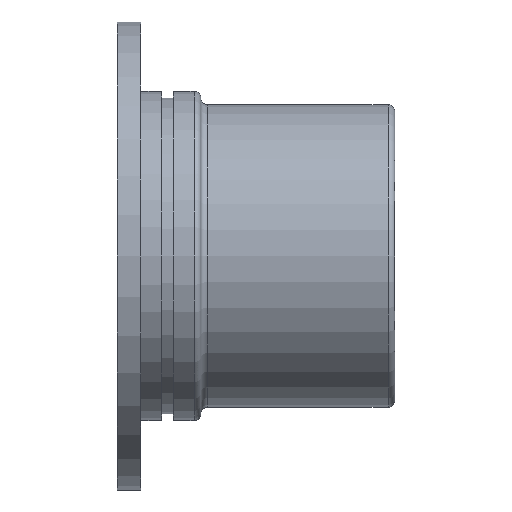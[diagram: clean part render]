
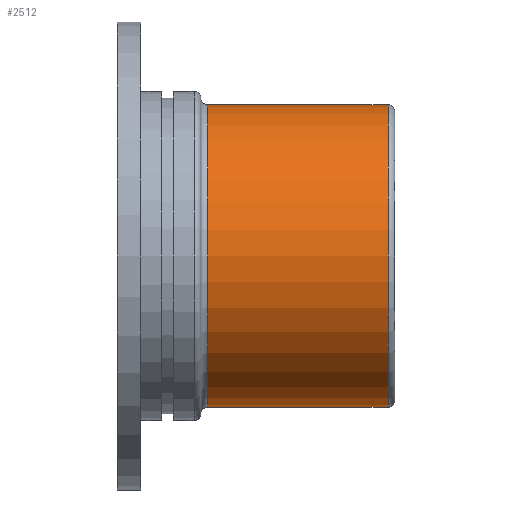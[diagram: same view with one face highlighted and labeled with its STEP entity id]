
A CAD part, left-side view. The second image highlights one B-rep face of the part: STEP entity #2512.
In plain terms, the highlighted cylindrical face has radius 45.25 mm (diameter 90.5 mm), a partial arc.
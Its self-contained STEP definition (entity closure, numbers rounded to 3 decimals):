
#240 = CIRCLE ( 'NONE', #989, 45.25 ) ;
#248 = CARTESIAN_POINT ( 'NONE',  ( 0., -20., 45.25 ) ) ;
#265 = DIRECTION ( 'NONE',  ( 0., 0., 1. ) ) ;
#282 = VECTOR ( 'NONE', #2715, 1000. ) ;
#744 = ORIENTED_EDGE ( 'NONE', *, *, #2088, .F. ) ;
#780 = DIRECTION ( 'NONE',  ( 0., 0., -1. ) ) ;
#804 = DIRECTION ( 'NONE',  ( 0., -1., 0. ) ) ;
#953 = EDGE_CURVE ( 'NONE', #1732, #2711, #240, .T. ) ;
#955 = CIRCLE ( 'NONE', #1346, 45.25 ) ;
#989 = AXIS2_PLACEMENT_3D ( 'NONE', #1913, #2498, #780 ) ;
#1002 = CYLINDRICAL_SURFACE ( 'NONE', #1381, 45.25 ) ;
#1299 = ORIENTED_EDGE ( 'NONE', *, *, #953, .T. ) ;
#1346 = AXIS2_PLACEMENT_3D ( 'NONE', #3230, #804, #265 ) ;
#1381 = AXIS2_PLACEMENT_3D ( 'NONE', #3235, #2112, #2128 ) ;
#1556 = ORIENTED_EDGE ( 'NONE', *, *, #3439, .T. ) ;
#1574 = EDGE_LOOP ( 'NONE', ( #744, #1299, #1556, #3149 ) ) ;
#1732 = VERTEX_POINT ( 'NONE', #3229 ) ;
#1735 = VERTEX_POINT ( 'NONE', #2105 ) ;
#1902 = DIRECTION ( 'NONE',  ( 0., 1., 0. ) ) ;
#1913 = CARTESIAN_POINT ( 'NONE',  ( 0., -74., 0. ) ) ;
#2088 = EDGE_CURVE ( 'NONE', #1732, #1735, #2952, .T. ) ;
#2105 = CARTESIAN_POINT ( 'NONE',  ( 0., -20., -45.25 ) ) ;
#2112 = DIRECTION ( 'NONE',  ( 0., 1., 0. ) ) ;
#2128 = DIRECTION ( 'NONE',  ( 0., 0., 1. ) ) ;
#2193 = LINE ( 'NONE', #2975, #2966 ) ;
#2372 = FACE_OUTER_BOUND ( 'NONE', #1574, .T. ) ;
#2498 = DIRECTION ( 'NONE',  ( 0., 1., 0. ) ) ;
#2503 = CARTESIAN_POINT ( 'NONE',  ( 0., -74., 45.25 ) ) ;
#2512 = ADVANCED_FACE ( 'NONE', ( #2372 ), #1002, .T. ) ;
#2711 = VERTEX_POINT ( 'NONE', #2503 ) ;
#2715 = DIRECTION ( 'NONE',  ( 0., 1., 0. ) ) ;
#2952 = LINE ( 'NONE', #3491, #282 ) ;
#2966 = VECTOR ( 'NONE', #1902, 1000. ) ;
#2975 = CARTESIAN_POINT ( 'NONE',  ( 0., -71., 45.25 ) ) ;
#3149 = ORIENTED_EDGE ( 'NONE', *, *, #3420, .T. ) ;
#3229 = CARTESIAN_POINT ( 'NONE',  ( 0., -74., -45.25 ) ) ;
#3230 = CARTESIAN_POINT ( 'NONE',  ( 0., -20., 0. ) ) ;
#3235 = CARTESIAN_POINT ( 'NONE',  ( 0., -71., 0. ) ) ;
#3376 = VERTEX_POINT ( 'NONE', #248 ) ;
#3420 = EDGE_CURVE ( 'NONE', #3376, #1735, #955, .T. ) ;
#3439 = EDGE_CURVE ( 'NONE', #2711, #3376, #2193, .T. ) ;
#3491 = CARTESIAN_POINT ( 'NONE',  ( 0., -71., -45.25 ) ) ;
